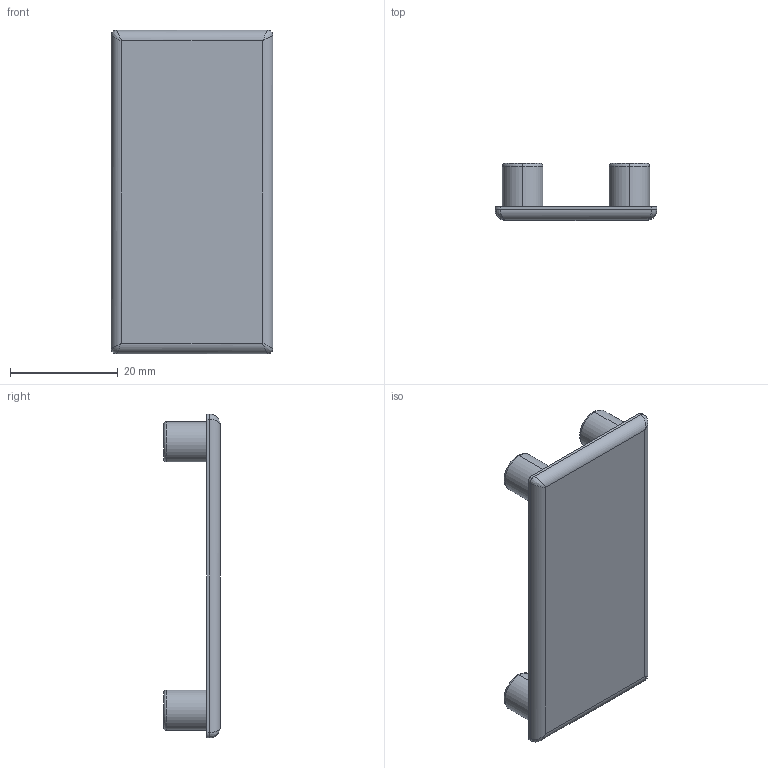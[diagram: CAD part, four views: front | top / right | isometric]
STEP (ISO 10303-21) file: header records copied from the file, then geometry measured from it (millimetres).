
FILE_DESCRIPTION (( 'STEP AP203' ), '1' );
FILE_NAME ('084.201.008.STEP', '2013-01-24T13:14:01', ( 'Alusic' ), ( 'Alusic' ), 'SwSTEP 2.0', 'SolidWorks 2011', '' );
FILE_SCHEMA (( 'CONFIG_CONTROL_DESIGN' ));
Length unit declared in the file: millimetre
Products named in the file (1): 084.201.008
Bounding box: 30 x 10.5 x 60 mm (x, y, z)
Volume: 4995.6 mm3; surface area: 5174.9 mm2
Topology: 1 solids, 1 shells, 50 faces, 104 edges, 60 vertices
Faces by surface type: cylinder 24, plane 14, torus 8, bspline 4
Entity records: 1525 total; most frequent: CARTESIAN_POINT 399, DIRECTION 242, ORIENTED_EDGE 200, AXIS2_PLACEMENT_3D 103, EDGE_CURVE 100, VERTEX_POINT 60, EDGE_LOOP 58, CIRCLE 56
